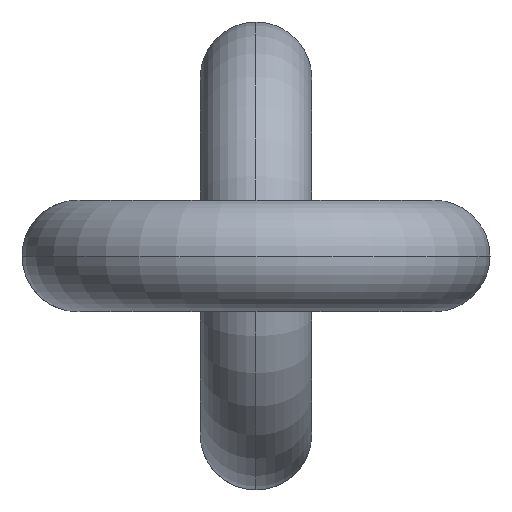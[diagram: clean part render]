
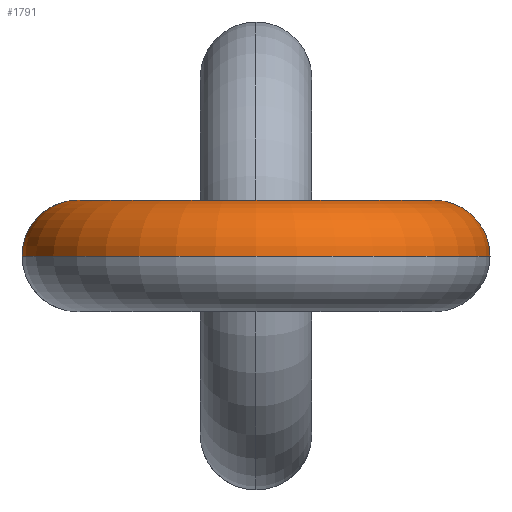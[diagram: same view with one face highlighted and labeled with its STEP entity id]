
A CAD part, left-side view. The second image highlights one B-rep face of the part: STEP entity #1791.
In plain terms, the highlighted toroidal (fillet/blend) face has major radius 16 mm and minor radius 5 mm.
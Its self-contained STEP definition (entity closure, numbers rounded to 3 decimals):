
#560 = DIRECTION ( 'NONE',  ( 0., 0., 1. ) ) ;
#1265 = AXIS2_PLACEMENT_3D ( 'NONE', #2025, #10126, #8341 ) ;
#1504 = AXIS2_PLACEMENT_3D ( 'NONE', #2321, #11210, #5076 ) ;
#1608 = FACE_OUTER_BOUND ( 'NONE', #4798, .T. ) ;
#1764 = CIRCLE ( 'NONE', #1504, 11. ) ;
#1791 = ADVANCED_FACE ( 'NONE', ( #1608 ), #10775, .T. ) ;
#1828 = VERTEX_POINT ( 'NONE', #9886 ) ;
#2025 = CARTESIAN_POINT ( 'NONE',  ( -21.5, 0., -16. ) ) ;
#2321 = CARTESIAN_POINT ( 'NONE',  ( -21.5, 0., 0. ) ) ;
#2324 = DIRECTION ( 'NONE',  ( -1., 0., 0. ) ) ;
#2662 = VERTEX_POINT ( 'NONE', #3681 ) ;
#2687 = DIRECTION ( 'NONE',  ( 0., 1., 0. ) ) ;
#2939 = ORIENTED_EDGE ( 'NONE', *, *, #9619, .T. ) ;
#3007 = CIRCLE ( 'NONE', #8175, 21. ) ;
#3586 = ORIENTED_EDGE ( 'NONE', *, *, #8237, .F. ) ;
#3681 = CARTESIAN_POINT ( 'NONE',  ( -21.5, 0., -21. ) ) ;
#3769 = EDGE_CURVE ( 'NONE', #2662, #1828, #3007, .T. ) ;
#4453 = AXIS2_PLACEMENT_3D ( 'NONE', #5313, #2687, #8093 ) ;
#4798 = EDGE_LOOP ( 'NONE', ( #9209, #9727, #2939, #3586 ) ) ;
#5076 = DIRECTION ( 'NONE',  ( 0., 0., 1. ) ) ;
#5313 = CARTESIAN_POINT ( 'NONE',  ( -21.5, 0., 0. ) ) ;
#6065 = CIRCLE ( 'NONE', #10571, 5. ) ;
#6078 = EDGE_CURVE ( 'NONE', #2662, #9776, #7877, .T. ) ;
#6430 = VERTEX_POINT ( 'NONE', #7258 ) ;
#6725 = DIRECTION ( 'NONE',  ( 0., 0., 1. ) ) ;
#7258 = CARTESIAN_POINT ( 'NONE',  ( -21.5, 0., 11. ) ) ;
#7877 = CIRCLE ( 'NONE', #1265, 5. ) ;
#7919 = CARTESIAN_POINT ( 'NONE',  ( -21.5, 0., -11. ) ) ;
#8093 = DIRECTION ( 'NONE',  ( 0., 0., 1. ) ) ;
#8175 = AXIS2_PLACEMENT_3D ( 'NONE', #8620, #10977, #560 ) ;
#8237 = EDGE_CURVE ( 'NONE', #9776, #6430, #1764, .T. ) ;
#8341 = DIRECTION ( 'NONE',  ( 0., 0., -1. ) ) ;
#8620 = CARTESIAN_POINT ( 'NONE',  ( -21.5, 0., 0. ) ) ;
#9209 = ORIENTED_EDGE ( 'NONE', *, *, #6078, .F. ) ;
#9619 = EDGE_CURVE ( 'NONE', #1828, #6430, #6065, .T. ) ;
#9727 = ORIENTED_EDGE ( 'NONE', *, *, #3769, .T. ) ;
#9776 = VERTEX_POINT ( 'NONE', #7919 ) ;
#9886 = CARTESIAN_POINT ( 'NONE',  ( -21.5, 0., 21. ) ) ;
#10126 = DIRECTION ( 'NONE',  ( 1., 0., 0. ) ) ;
#10571 = AXIS2_PLACEMENT_3D ( 'NONE', #11132, #2324, #6725 ) ;
#10775 = TOROIDAL_SURFACE ( 'NONE', #4453, 16., 5. ) ;
#10977 = DIRECTION ( 'NONE',  ( 0., 1., 0. ) ) ;
#11132 = CARTESIAN_POINT ( 'NONE',  ( -21.5, 0., 16. ) ) ;
#11210 = DIRECTION ( 'NONE',  ( 0., 1., 0. ) ) ;
